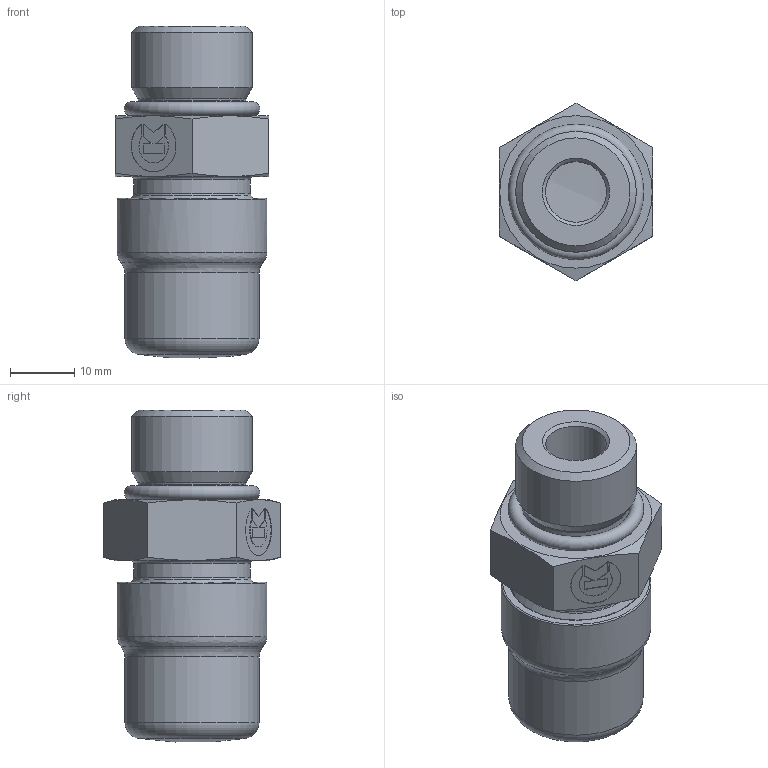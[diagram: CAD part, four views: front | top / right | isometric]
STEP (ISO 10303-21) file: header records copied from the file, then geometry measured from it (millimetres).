
FILE_DESCRIPTION((''),'2;1');
FILE_NAME('200601213.stp','2014-07-21T16:32:50',(''),('KNOMI spol. s r. o.'),'Autodesk Inventor 2012','Autodesk Inventor 2012','');
FILE_SCHEMA(('AUTOMOTIVE_DESIGN { 1 2 10303 214 0 1 1 1 }'));
Length unit declared in the file: millimetre
Products named in the file (5): PHOF -8 3/4-16 / 13/16-16; 200611213; 601242017890; 606163622090; 629119253-3
Assembly tree (4 placements, depth 2):
  PHOF -8 3/4-16 / 13/16-16
    200611213
    601242017890
    606163622090
    629119253-3
Bounding box: 24 x 27.71 x 51.84 mm (x, y, z)
Volume: 12731.1 mm3; surface area: 8791.9 mm2
Topology: 4 solids, 4 shells, 91 faces, 204 edges, 126 vertices
Faces by surface type: plane 43, torus 17, cylinder 15, cone 13, sphere 2, bspline 1
Full cylindrical faces by diameter (mm): 9.5 x1, 11.07 x1, 15.77 x1, 16.76 x1, 18 x1, 18.25 x1, 18.85 x1, 20.4 x2, 21 x1, 23.4 x1
Entity records: 2643 total; most frequent: CARTESIAN_POINT 522, DIRECTION 402, ORIENTED_EDGE 332, EDGE_CURVE 166, AXIS2_PLACEMENT_3D 157, EDGE_LOOP 135, VERTEX_POINT 121, STYLED_ITEM 95
